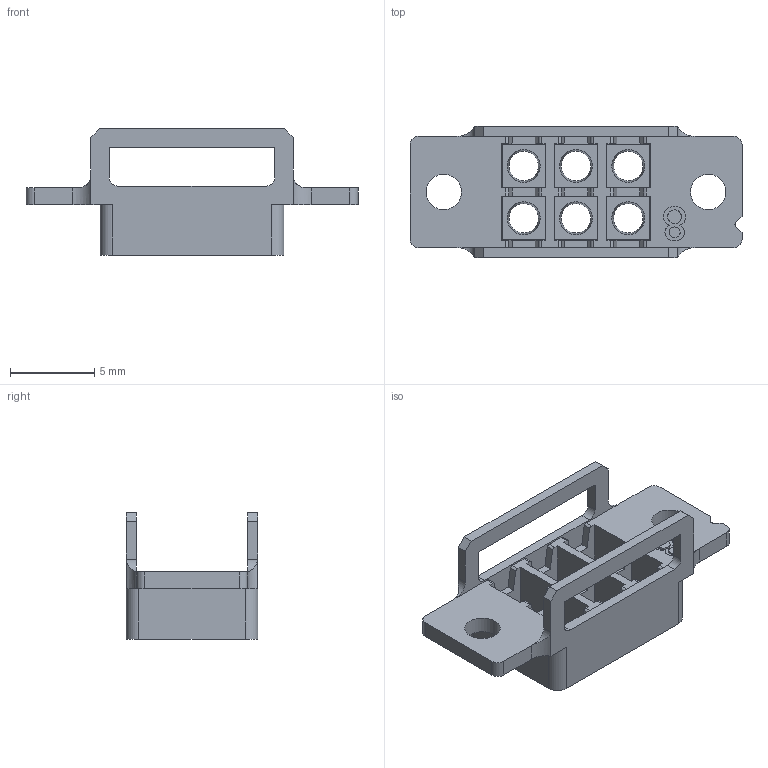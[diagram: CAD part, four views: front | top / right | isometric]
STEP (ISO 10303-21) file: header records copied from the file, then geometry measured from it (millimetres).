
FILE_DESCRIPTION(/* description */ (''),/* implementation_level */ '2;1');
FILE_NAME(/* name */ 'Braille Upper.step',/* time_stamp */ '2025-02-18T09:54:46-05:00',/* author */ (''),/* organization */ (''),/* preprocessor_version */ 'ST-DEVELOPER v20',/* originating_system */ 'Autodesk Translation Framework v13.14.0.145',/* authorisation */ '');
FILE_SCHEMA (('AUTOMOTIVE_DESIGN { 1 0 10303 214 3 1 1 }'));
Length unit declared in the file: millimetre
Products named in the file (1): Braille Upper
Bounding box: 19.7 x 7.8 x 7.5 mm (x, y, z)
Volume: 277.3 mm3; surface area: 739.4 mm2
Topology: 1 solids, 1 shells, 254 faces, 671 edges, 422 vertices
Faces by surface type: plane 100, cylinder 91, bspline 33, sphere 24, cone 6
Full cylindrical faces by diameter (mm): 2.1 x2
Entity records: 8216 total; most frequent: CARTESIAN_POINT 1953, ORIENTED_EDGE 1342, DIRECTION 1235, EDGE_CURVE 671, VERTEX_POINT 422, AXIS2_PLACEMENT_3D 412, LINE 411, VECTOR 411
